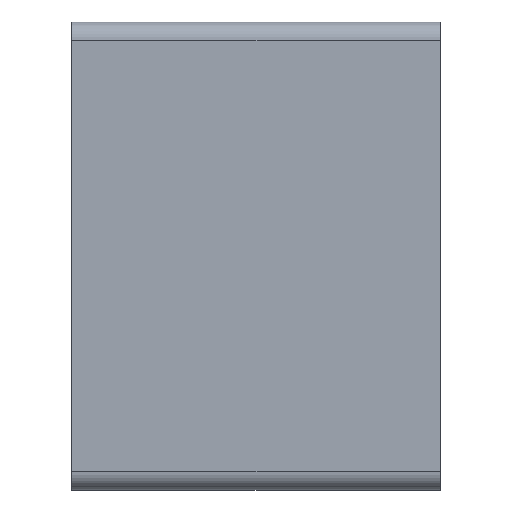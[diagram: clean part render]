
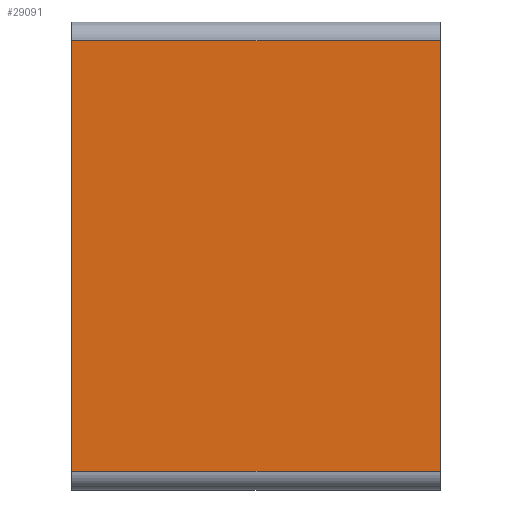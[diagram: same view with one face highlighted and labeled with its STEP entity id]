
A CAD part, left-side view. The second image highlights one B-rep face of the part: STEP entity #29091.
In plain terms, the highlighted planar face has unit normal (-1, 0, 0).
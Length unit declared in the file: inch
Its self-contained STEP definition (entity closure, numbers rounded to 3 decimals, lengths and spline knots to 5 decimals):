
#183 = CARTESIAN_POINT ( 'NONE',  ( -2.13697, 0.62611, -0.93047 ) ) ;
#1502 = VERTEX_POINT ( 'NONE', #17029 ) ;
#1531 = AXIS2_PLACEMENT_3D ( 'NONE', #30057, #14672, #17471 ) ;
#4441 = LINE ( 'NONE', #14356, #23281 ) ;
#4551 = LINE ( 'NONE', #183, #23386 ) ;
#5474 = EDGE_CURVE ( 'NONE', #25192, #1502, #5800, .T. ) ;
#5800 = LINE ( 'NONE', #31779, #20291 ) ;
#6067 = CARTESIAN_POINT ( 'NONE',  ( -2.13697, 0.03561, -1.62047 ) ) ;
#7105 = CARTESIAN_POINT ( 'NONE',  ( -2.13697, 0.03561, -0.93047 ) ) ;
#8650 = DIRECTION ( 'NONE',  ( 0., -1., 0. ) ) ;
#10393 = CARTESIAN_POINT ( 'NONE',  ( -2.13697, 1.21661, -2.31047 ) ) ;
#10510 = FACE_OUTER_BOUND ( 'NONE', #23305, .T. ) ;
#11591 = EDGE_CURVE ( 'NONE', #15647, #20671, #4551, .T. ) ;
#12989 = VECTOR ( 'NONE', #16414, 39.37008 ) ;
#14356 = CARTESIAN_POINT ( 'NONE',  ( -2.13697, 1.21661, -0.87047 ) ) ;
#14672 = DIRECTION ( 'NONE',  ( -1., 0., 0. ) ) ;
#15445 = ORIENTED_EDGE ( 'NONE', *, *, #30583, .F. ) ;
#15647 = VERTEX_POINT ( 'NONE', #17323 ) ;
#16414 = DIRECTION ( 'NONE',  ( 0., 0., 1. ) ) ;
#16591 = LINE ( 'NONE', #6067, #12989 ) ;
#17029 = CARTESIAN_POINT ( 'NONE',  ( -2.13697, 0.03561, -2.31047 ) ) ;
#17323 = CARTESIAN_POINT ( 'NONE',  ( -2.13697, 1.21661, -0.93047 ) ) ;
#17471 = DIRECTION ( 'NONE',  ( 0., 1., 0. ) ) ;
#20291 = VECTOR ( 'NONE', #8650, 39.37008 ) ;
#20671 = VERTEX_POINT ( 'NONE', #7105 ) ;
#23281 = VECTOR ( 'NONE', #32193, 39.37008 ) ;
#23305 = EDGE_LOOP ( 'NONE', ( #28122, #27681, #15445, #31622 ) ) ;
#23386 = VECTOR ( 'NONE', #30469, 39.37008 ) ;
#25192 = VERTEX_POINT ( 'NONE', #10393 ) ;
#27681 = ORIENTED_EDGE ( 'NONE', *, *, #11591, .F. ) ;
#28122 = ORIENTED_EDGE ( 'NONE', *, *, #28362, .T. ) ;
#28362 = EDGE_CURVE ( 'NONE', #1502, #20671, #16591, .T. ) ;
#29091 = ADVANCED_FACE ( 'NONE', ( #10510 ), #32745, .T. ) ;
#30057 = CARTESIAN_POINT ( 'NONE',  ( -2.13697, 0.03561, -0.93047 ) ) ;
#30469 = DIRECTION ( 'NONE',  ( 0., -1., 0. ) ) ;
#30583 = EDGE_CURVE ( 'NONE', #25192, #15647, #4441, .T. ) ;
#31622 = ORIENTED_EDGE ( 'NONE', *, *, #5474, .T. ) ;
#31779 = CARTESIAN_POINT ( 'NONE',  ( -2.13697, 0.62611, -2.31047 ) ) ;
#32193 = DIRECTION ( 'NONE',  ( 0., 0., 1. ) ) ;
#32745 = PLANE ( 'NONE',  #1531 ) ;
